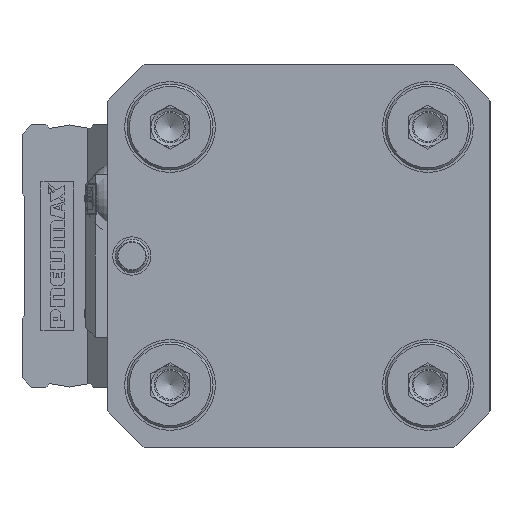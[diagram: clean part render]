
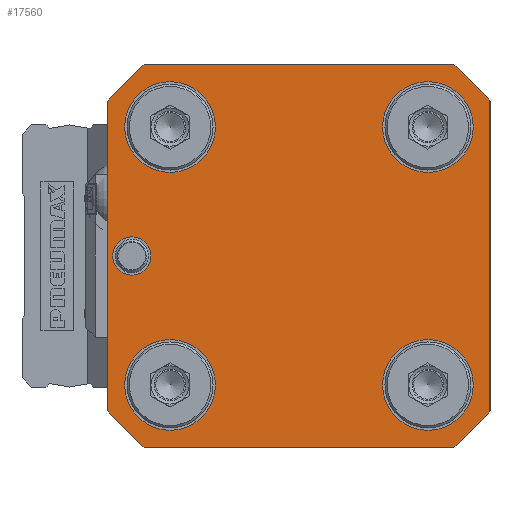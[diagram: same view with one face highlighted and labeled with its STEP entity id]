
A CAD part, left-side view. The second image highlights one B-rep face of the part: STEP entity #17560.
In plain terms, the highlighted face is planar.
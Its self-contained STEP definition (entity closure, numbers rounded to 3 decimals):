
#564=CIRCLE('',#18561,51.5);
#568=CIRCLE('',#18567,51.5);
#570=CIRCLE('',#18571,51.5);
#572=CIRCLE('',#18575,51.5);
#573=CIRCLE('',#18578,9.5);
#574=CIRCLE('',#18579,9.5);
#575=CIRCLE('',#18580,9.5);
#576=CIRCLE('',#18581,4.);
#577=CIRCLE('',#18582,9.5);
#3378=ORIENTED_EDGE('',*,*,#5387,.F.);
#3379=ORIENTED_EDGE('',*,*,#5388,.F.);
#3380=ORIENTED_EDGE('',*,*,#5389,.F.);
#3381=ORIENTED_EDGE('',*,*,#5390,.F.);
#3382=ORIENTED_EDGE('',*,*,#5391,.F.);
#3383=ORIENTED_EDGE('',*,*,#5359,.F.);
#3384=ORIENTED_EDGE('',*,*,#5385,.F.);
#3385=ORIENTED_EDGE('',*,*,#5379,.F.);
#3386=ORIENTED_EDGE('',*,*,#5376,.F.);
#3387=ORIENTED_EDGE('',*,*,#5373,.F.);
#3388=ORIENTED_EDGE('',*,*,#5370,.F.);
#3389=ORIENTED_EDGE('',*,*,#5367,.F.);
#3390=ORIENTED_EDGE('',*,*,#5364,.F.);
#5359=EDGE_CURVE('',#6625,#6626,#564,.T.);
#5364=EDGE_CURVE('',#6626,#6630,#7934,.T.);
#5367=EDGE_CURVE('',#6630,#6632,#568,.T.);
#5370=EDGE_CURVE('',#6632,#6634,#7938,.T.);
#5373=EDGE_CURVE('',#6634,#6636,#570,.T.);
#5376=EDGE_CURVE('',#6636,#6638,#7942,.T.);
#5379=EDGE_CURVE('',#6638,#6640,#572,.T.);
#5385=EDGE_CURVE('',#6640,#6625,#7949,.T.);
#5387=EDGE_CURVE('',#6645,#6645,#573,.T.);
#5388=EDGE_CURVE('',#6646,#6646,#574,.T.);
#5389=EDGE_CURVE('',#6647,#6647,#575,.T.);
#5390=EDGE_CURVE('',#6648,#6648,#576,.T.);
#5391=EDGE_CURVE('',#6649,#6649,#577,.T.);
#6625=VERTEX_POINT('',#25223);
#6626=VERTEX_POINT('',#25225);
#6630=VERTEX_POINT('',#25235);
#6632=VERTEX_POINT('',#25241);
#6634=VERTEX_POINT('',#25247);
#6636=VERTEX_POINT('',#25253);
#6638=VERTEX_POINT('',#25259);
#6640=VERTEX_POINT('',#25265);
#6645=VERTEX_POINT('',#25280);
#6646=VERTEX_POINT('',#25282);
#6647=VERTEX_POINT('',#25284);
#6648=VERTEX_POINT('',#25286);
#6649=VERTEX_POINT('',#25288);
#7934=LINE('',#25234,#9206);
#7938=LINE('',#25246,#9210);
#7942=LINE('',#25258,#9214);
#7949=LINE('',#25276,#9221);
#9206=VECTOR('',#21549,1000.);
#9210=VECTOR('',#21561,1000.);
#9214=VECTOR('',#21573,1000.);
#9221=VECTOR('',#21588,1000.);
#10100=EDGE_LOOP('',(#3378));
#10101=EDGE_LOOP('',(#3379));
#10102=EDGE_LOOP('',(#3380));
#10103=EDGE_LOOP('',(#3381));
#10104=EDGE_LOOP('',(#3382));
#10105=EDGE_LOOP('',(#3383,#3384,#3385,#3386,#3387,#3388,#3389,#3390));
#11053=FACE_BOUND('',#10100,.T.);
#11054=FACE_BOUND('',#10101,.T.);
#11055=FACE_BOUND('',#10102,.T.);
#11056=FACE_BOUND('',#10103,.T.);
#11057=FACE_BOUND('',#10104,.T.);
#11058=FACE_BOUND('',#10105,.T.);
#11728=PLANE('',#18577);
#17560=ADVANCED_FACE('',(#11053,#11054,#11055,#11056,#11057,#11058),#11728,
 .F.);
#18561=AXIS2_PLACEMENT_3D('',#25224,#21539,#21540);
#18567=AXIS2_PLACEMENT_3D('',#25240,#21555,#21556);
#18571=AXIS2_PLACEMENT_3D('',#25252,#21567,#21568);
#18575=AXIS2_PLACEMENT_3D('',#25264,#21579,#21580);
#18577=AXIS2_PLACEMENT_3D('',#25278,#21590,#21591);
#18578=AXIS2_PLACEMENT_3D('',#25279,#21592,#21593);
#18579=AXIS2_PLACEMENT_3D('',#25281,#21594,#21595);
#18580=AXIS2_PLACEMENT_3D('',#25283,#21596,#21597);
#18581=AXIS2_PLACEMENT_3D('',#25285,#21598,#21599);
#18582=AXIS2_PLACEMENT_3D('',#25287,#21600,#21601);
#21539=DIRECTION('',(0.,0.,1.));
#21540=DIRECTION('',(1.,0.,0.));
#21549=DIRECTION('',(0.,-1.,0.));
#21555=DIRECTION('',(0.,0.,1.));
#21556=DIRECTION('',(1.,0.,0.));
#21561=DIRECTION('',(1.,0.,0.));
#21567=DIRECTION('',(0.,0.,1.));
#21568=DIRECTION('',(1.,0.,0.));
#21573=DIRECTION('',(0.,1.,0.));
#21579=DIRECTION('',(0.,0.,1.));
#21580=DIRECTION('',(1.,0.,0.));
#21588=DIRECTION('',(-1.,0.,0.));
#21590=DIRECTION('',(0.,0.,1.));
#21591=DIRECTION('',(1.,0.,0.));
#21592=DIRECTION('',(0.,0.,-1.));
#21593=DIRECTION('',(-1.,0.,0.));
#21594=DIRECTION('',(0.,0.,-1.));
#21595=DIRECTION('',(-1.,0.,0.));
#21596=DIRECTION('',(0.,0.,-1.));
#21597=DIRECTION('',(-1.,0.,0.));
#21598=DIRECTION('',(0.,0.,-1.));
#21599=DIRECTION('',(-1.,0.,0.));
#21600=DIRECTION('',(0.,0.,-1.));
#21601=DIRECTION('',(-1.,0.,0.));
#25223=CARTESIAN_POINT('',(-32.438,40.,-32.));
#25224=CARTESIAN_POINT('',(0.,0.,-32.));
#25225=CARTESIAN_POINT('',(-40.,32.438,-32.));
#25234=CARTESIAN_POINT('',(-40.,32.438,-32.));
#25235=CARTESIAN_POINT('',(-40.,-32.438,-32.));
#25240=CARTESIAN_POINT('',(0.,0.,
-32.));
#25241=CARTESIAN_POINT('',(-32.438,-40.,-32.));
#25246=CARTESIAN_POINT('',(-32.438,-40.,-32.));
#25247=CARTESIAN_POINT('',(32.438,-40.,-32.));
#25252=CARTESIAN_POINT('',(0.,0.,-32.));
#25253=CARTESIAN_POINT('',(40.,-32.438,-32.));
#25258=CARTESIAN_POINT('',(40.,-32.438,-32.));
#25259=CARTESIAN_POINT('',(40.,32.438,-32.));
#25264=CARTESIAN_POINT('',(0.,0.,-32.));
#25265=CARTESIAN_POINT('',(32.438,40.,-32.));
#25276=CARTESIAN_POINT('',(32.438,40.,-32.));
#25278=CARTESIAN_POINT('',(0.,0.,-32.));
#25279=CARTESIAN_POINT('',(-27.,-27.,-32.));
#25280=CARTESIAN_POINT('',(-36.5,-27.,-32.));
#25281=CARTESIAN_POINT('',(-27.,27.,-32.));
#25282=CARTESIAN_POINT('',(-36.5,27.,-32.));
#25283=CARTESIAN_POINT('',(27.,-27.,-32.));
#25284=CARTESIAN_POINT('',(17.5,-27.,-32.));
#25285=CARTESIAN_POINT('',(0.,35.,-32.));
#25286=CARTESIAN_POINT('',(-4.,35.,-32.));
#25287=CARTESIAN_POINT('',(27.,27.,-32.));
#25288=CARTESIAN_POINT('',(17.5,27.,-32.));
